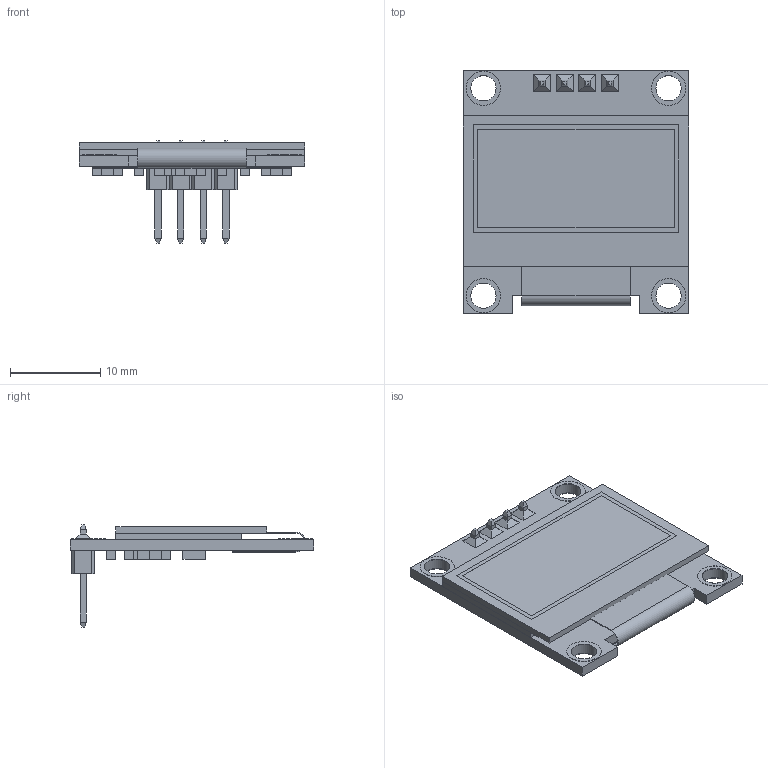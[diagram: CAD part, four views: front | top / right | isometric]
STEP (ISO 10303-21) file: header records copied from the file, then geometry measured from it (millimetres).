
FILE_DESCRIPTION(/* description */ (''),/* implementation_level */ '2;1');
FILE_NAME(/* name */ '0.96_128x64 OLED yellow & blue.stp',/* time_stamp */ '2021-07-08T05:56:26+02:00',/* author */ ('konstrukter'),/* organization */ (''),/* preprocessor_version */ 'ST-DEVELOPER v16.5',/* originating_system */ 'Autodesk Inventor 2017',/* authorisation */ '');
FILE_SCHEMA (('AUTOMOTIVE_DESIGN { 1 0 10303 214 3 1 1 }'));
Length unit declared in the file: millimetre
Products named in the file (1): 0.96_128x64 OLED yellow & blue
Bounding box: 25 x 27 x 11.3 mm (x, y, z)
Volume: 1437.7 mm3; surface area: 4971.9 mm2
Topology: 14 solids, 14 shells, 293 faces, 660 edges, 424 vertices
Faces by surface type: plane 271, cylinder 22
Full cylindrical faces by diameter (mm): 2.8 x12, 3.8 x8
Entity records: 8135 total; most frequent: CARTESIAN_POINT 1350, ORIENTED_EDGE 1272, DIRECTION 1268, EDGE_CURVE 636, LINE 592, VECTOR 592, VERTEX_POINT 420, EDGE_LOOP 366
